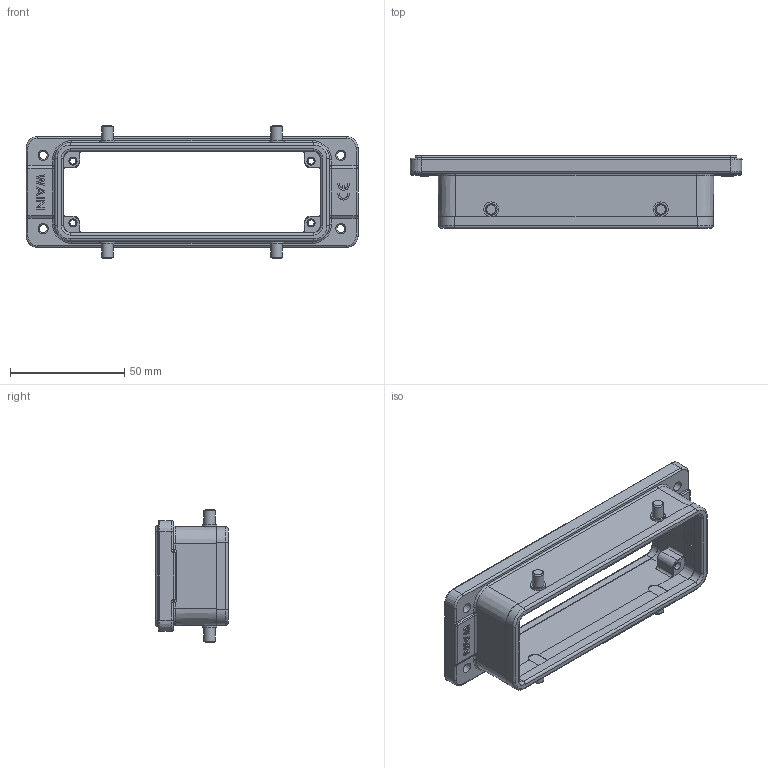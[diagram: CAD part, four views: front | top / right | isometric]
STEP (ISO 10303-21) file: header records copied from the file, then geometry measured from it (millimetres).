
FILE_DESCRIPTION(/* description */ (''),/* implementation_level */ '2;1');
FILE_NAME(/* name */ '3D_1241243301101_WV24B-BK-4B_V1.1.stp',/* time_stamp */ '2023-12-16T14:50:14+08:00',/* author */ (''),/* organization */ (''),/* preprocessor_version */ 'ST-DEVELOPER v18.1',/* originating_system */ 'SIEMENS PLM Software NX 1980',/* authorisation */ '');
FILE_SCHEMA (('AP203_CONFIGURATION_CONTROLLED_3D_DESIGN_OF_MECHANICAL_PARTS_AND_ASSEMBLIES_MIM_LF { 1 0 10303 403 2 1 2}'));
Length unit declared in the file: millimetre
Products named in the file (1): 3D_1241243301101_WV24B-BK-4B_V1.0_stp
Bounding box: 144.99 x 31.65 x 58.09 mm (x, y, z)
Volume: 48918.1 mm3; surface area: 33110.9 mm2
Topology: 1 solids, 8 shells, 768 faces, 2076 edges, 1276 vertices
Faces by surface type: plane 285, cylinder 271, torus 88, cone 72, sphere 44, bspline 8
Full cylindrical faces by diameter (mm): 3.5 x4, 4.5 x4, 5 x4, 6.5 x4
Entity records: 25293 total; most frequent: CARTESIAN_POINT 5952, DIRECTION 4236, ORIENTED_EDGE 3968, EDGE_CURVE 1984, AXIS2_PLACEMENT_3D 1643, VERTEX_POINT 1256, LINE 950, VECTOR 950
